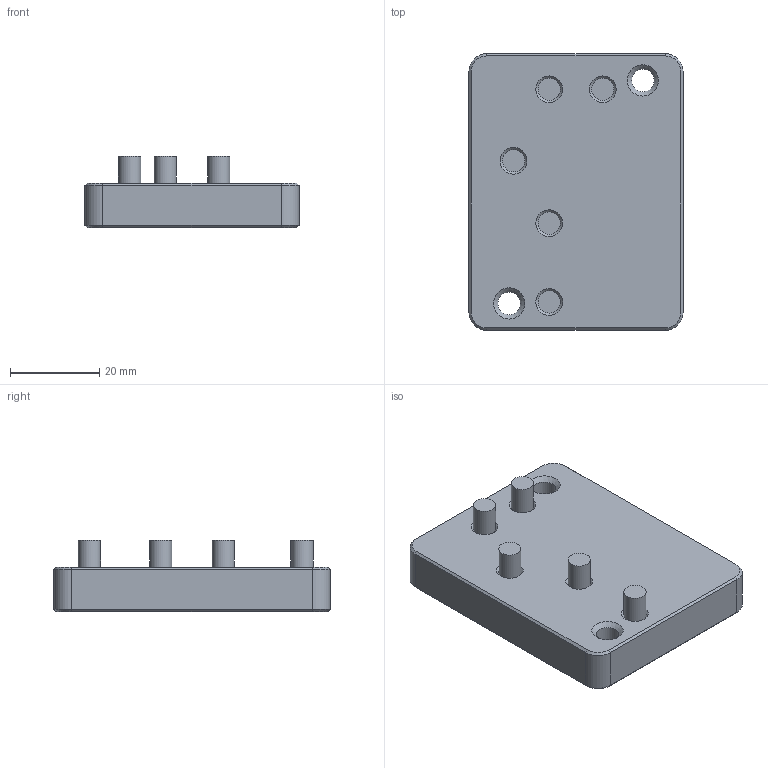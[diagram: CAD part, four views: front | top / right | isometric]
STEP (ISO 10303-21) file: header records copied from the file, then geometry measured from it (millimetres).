
FILE_DESCRIPTION(/* description */ (''),/* implementation_level */ '2;1');
FILE_NAME(/* name */ 'Alignment Fixture v22.step',/* time_stamp */ '2023-08-16T19:03:16+08:00',/* author */ (''),/* organization */ (''),/* preprocessor_version */ 'ST-DEVELOPER v20',/* originating_system */ 'Autodesk Translation Framework v12.9.0.99',/* authorisation */ '');
FILE_SCHEMA (('AUTOMOTIVE_DESIGN { 1 0 10303 214 3 1 1 }'));
Length unit declared in the file: millimetre
Products named in the file (1): Alignment Fixture
Bounding box: 48 x 62 x 16 mm (x, y, z)
Volume: 29666.3 mm3; surface area: 8876.8 mm2
Topology: 1 solids, 6 shells, 57 faces, 115 edges, 70 vertices
Faces by surface type: plane 24, cone 22, cylinder 11
Full cylindrical faces by diameter (mm): 5 x5, 5.035 x2
Entity records: 1484 total; most frequent: DIRECTION 275, CARTESIAN_POINT 238, ORIENTED_EDGE 220, EDGE_CURVE 110, AXIS2_PLACEMENT_3D 107, VERTEX_POINT 70, EDGE_LOOP 66, LINE 61
